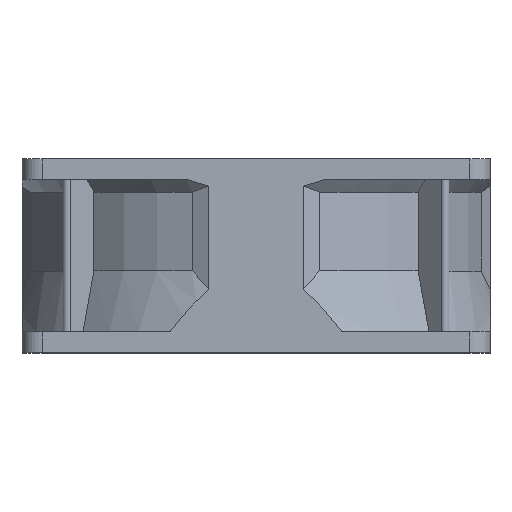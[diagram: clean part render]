
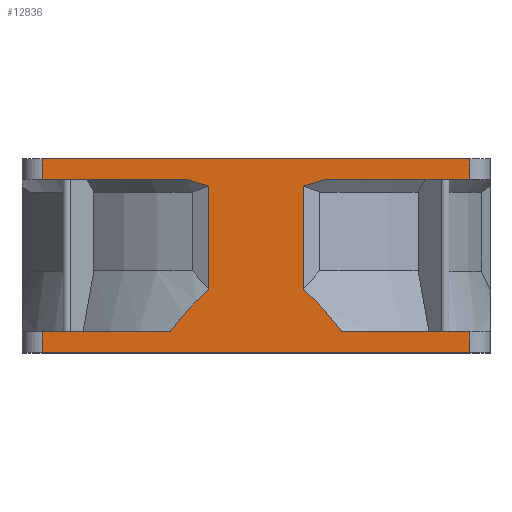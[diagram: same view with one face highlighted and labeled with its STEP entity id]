
A CAD part, top view. The second image highlights one B-rep face of the part: STEP entity #12836.
In plain terms, the highlighted planar face has unit normal (0, 0, 1).
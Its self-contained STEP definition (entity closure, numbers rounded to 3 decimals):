
#793=DIRECTION('',(1.,0.,0.));
#794=VECTOR('',#793,84.);
#795=CARTESIAN_POINT('',(-42.,0.,46.));
#796=LINE('',#795,#794);
#2140=DIRECTION('',(1.,0.,0.));
#2141=VECTOR('',#2140,28.289);
#2142=CARTESIAN_POINT('',(-42.,34.,46.));
#2143=LINE('',#2142,#2141);
#2162=DIRECTION('',(1.,0.,0.));
#2163=VECTOR('',#2162,28.289);
#2164=CARTESIAN_POINT('',(13.711,34.,46.));
#2165=LINE('',#2164,#2163);
#2301=CARTESIAN_POINT('',(9.25,32.651,46.));
#2463=CARTESIAN_POINT('',(-9.25,12.316,46.));
#2469=CARTESIAN_POINT('',(-9.25,12.316,46.));
#2470=CARTESIAN_POINT('',(-9.874,11.824,46.));
#2471=CARTESIAN_POINT('',(-11.129,10.739,46.));
#2472=CARTESIAN_POINT('',(-13.029,8.809,46.));
#2473=CARTESIAN_POINT('',(-14.945,6.578,46.));
#2474=CARTESIAN_POINT('',(-16.234,4.892,46.));
#2475=CARTESIAN_POINT('',(-16.882,4.,46.));
#2484=CARTESIAN_POINT('',(16.882,4.,46.));
#2485=CARTESIAN_POINT('',(16.234,4.892,46.));
#2486=CARTESIAN_POINT('',(14.945,6.578,46.));
#2487=CARTESIAN_POINT('',(13.029,8.809,46.));
#2488=CARTESIAN_POINT('',(11.129,10.739,46.));
#2489=CARTESIAN_POINT('',(9.874,11.824,46.));
#2490=CARTESIAN_POINT('',(9.25,12.316,46.));
#2496=CARTESIAN_POINT('',(9.25,12.316,46.));
#2675=DIRECTION('',(-1.,0.,0.));
#2676=VECTOR('',#2675,25.118);
#2677=CARTESIAN_POINT('',(-16.882,4.,46.));
#2678=LINE('',#2677,#2676);
#2725=DIRECTION('',(-1.,0.,0.));
#2726=VECTOR('',#2725,25.118);
#2727=CARTESIAN_POINT('',(42.,4.,46.));
#2728=LINE('',#2727,#2726);
#4738=DIRECTION('',(0.,-1.,0.));
#4739=VECTOR('',#4738,4.);
#4740=CARTESIAN_POINT('',(42.,38.,46.));
#4741=LINE('',#4740,#4739);
#4742=CARTESIAN_POINT('',(9.25,32.651,46.));
#4743=CARTESIAN_POINT('',(9.982,32.831,46.));
#4744=CARTESIAN_POINT('',(11.458,33.236,46.));
#4745=CARTESIAN_POINT('',(12.956,33.731,46.));
#4746=CARTESIAN_POINT('',(13.711,34.,46.));
#4748=DIRECTION('',(0.,-1.,0.));
#4749=VECTOR('',#4748,4.);
#4750=CARTESIAN_POINT('',(42.,4.,46.));
#4751=LINE('',#4750,#4749);
#4752=DIRECTION('',(0.,-1.,0.));
#4753=VECTOR('',#4752,4.);
#4754=CARTESIAN_POINT('',(-42.,4.,46.));
#4755=LINE('',#4754,#4753);
#4756=DIRECTION('',(0.,1.,0.));
#4757=VECTOR('',#4756,20.335);
#4758=CARTESIAN_POINT('',(-9.25,12.316,46.));
#4759=LINE('',#4758,#4757);
#4760=CARTESIAN_POINT('',(-13.711,34.,46.));
#4761=CARTESIAN_POINT('',(-12.957,33.731,46.));
#4762=CARTESIAN_POINT('',(-11.46,33.237,46.));
#4763=CARTESIAN_POINT('',(-9.983,32.832,46.));
#4764=CARTESIAN_POINT('',(-9.25,32.651,46.));
#4766=DIRECTION('',(0.,-1.,0.));
#4767=VECTOR('',#4766,4.);
#4768=CARTESIAN_POINT('',(-42.,38.,46.));
#4769=LINE('',#4768,#4767);
#4770=DIRECTION('',(1.,0.,0.));
#4771=VECTOR('',#4770,84.);
#4772=CARTESIAN_POINT('',(-42.,38.,46.));
#4773=LINE('',#4772,#4771);
#4774=DIRECTION('',(0.,1.,0.));
#4775=VECTOR('',#4774,20.335);
#4776=CARTESIAN_POINT('',(9.25,12.316,46.));
#4777=LINE('',#4776,#4775);
#4817=CARTESIAN_POINT('',(-9.25,32.651,46.));
#6127=VERTEX_POINT('',#4817);
#6128=VERTEX_POINT('',#2301);
#6129=VERTEX_POINT('',#2463);
#6130=VERTEX_POINT('',#2496);
#6131=VERTEX_POINT('',#4760);
#6132=VERTEX_POINT('',#4746);
#6133=VERTEX_POINT('',#2484);
#6134=VERTEX_POINT('',#2475);
#6168=CARTESIAN_POINT('',(42.,34.,46.));
#6170=VERTEX_POINT('',#6168);
#6171=CARTESIAN_POINT('',(42.,38.,46.));
#6172=VERTEX_POINT('',#6171);
#6175=CARTESIAN_POINT('',(-42.,34.,46.));
#6177=VERTEX_POINT('',#6175);
#6181=CARTESIAN_POINT('',(-42.,38.,46.));
#6182=VERTEX_POINT('',#6181);
#6215=CARTESIAN_POINT('',(-42.,0.,46.));
#6217=VERTEX_POINT('',#6215);
#6221=CARTESIAN_POINT('',(-42.,4.,46.));
#6222=VERTEX_POINT('',#6221);
#6224=CARTESIAN_POINT('',(42.,0.,46.));
#6226=VERTEX_POINT('',#6224);
#6227=CARTESIAN_POINT('',(42.,4.,46.));
#6228=VERTEX_POINT('',#6227);
#12808=CARTESIAN_POINT('',(-46.,0.,46.));
#12809=DIRECTION('',(0.,0.,1.));
#12810=DIRECTION('',(1.,0.,0.));
#12811=AXIS2_PLACEMENT_3D('',#12808,#12809,#12810);
#12812=PLANE('',#12811);
#12814=ORIENTED_EDGE('',*,*,#12813,.T.);
#12815=ORIENTED_EDGE('',*,*,#9074,.F.);
#12816=ORIENTED_EDGE('',*,*,#9201,.F.);
#12818=ORIENTED_EDGE('',*,*,#12817,.F.);
#12819=ORIENTED_EDGE('',*,*,#9356,.F.);
#12820=ORIENTED_EDGE('',*,*,#9500,.F.);
#12821=ORIENTED_EDGE('',*,*,#12801,.T.);
#12822=ORIENTED_EDGE('',*,*,#7563,.F.);
#12824=ORIENTED_EDGE('',*,*,#12823,.F.);
#12825=ORIENTED_EDGE('',*,*,#9468,.F.);
#12826=ORIENTED_EDGE('',*,*,#9340,.F.);
#12828=ORIENTED_EDGE('',*,*,#12827,.T.);
#12830=ORIENTED_EDGE('',*,*,#12829,.F.);
#12831=ORIENTED_EDGE('',*,*,#9048,.F.);
#12832=ORIENTED_EDGE('',*,*,#9601,.F.);
#12833=ORIENTED_EDGE('',*,*,#9635,.T.);
#12834=EDGE_LOOP('',(#12814,#12815,#12816,#12818,#12819,#12820,#12821,#12822,
#12824,#12825,#12826,#12828,#12830,#12831,#12832,#12833));
#12835=FACE_OUTER_BOUND('',#12834,.F.);
#2476=B_SPLINE_CURVE_WITH_KNOTS('',3,(#2469,#2470,#2471,#2472,#2473,#2474,
#2475),.UNSPECIFIED.,.F.,.F.,(4,1,1,1,4),(0.,0.25,0.5,0.75,1.),
.UNSPECIFIED.);
#2491=B_SPLINE_CURVE_WITH_KNOTS('',3,(#2484,#2485,#2486,#2487,#2488,#2489,
#2490),.UNSPECIFIED.,.F.,.F.,(4,1,1,1,4),(0.,0.25,0.5,0.75,1.),
.UNSPECIFIED.);
#4747=B_SPLINE_CURVE_WITH_KNOTS('',3,(#4742,#4743,#4744,#4745,#4746),
.UNSPECIFIED.,.F.,.F.,(4,1,4),(0.,0.5,1.),.UNSPECIFIED.);
#4765=B_SPLINE_CURVE_WITH_KNOTS('',3,(#4760,#4761,#4762,#4763,#4764),
.UNSPECIFIED.,.F.,.F.,(4,1,4),(0.,0.5,1.),.UNSPECIFIED.);
#7563=EDGE_CURVE('',#6217,#6226,#796,.T.);
#9048=EDGE_CURVE('',#6177,#6131,#2143,.T.);
#9074=EDGE_CURVE('',#6132,#6170,#2165,.T.);
#9201=EDGE_CURVE('',#6128,#6132,#4747,.T.);
#9340=EDGE_CURVE('',#6129,#6134,#2476,.T.);
#9356=EDGE_CURVE('',#6133,#6130,#2491,.T.);
#9468=EDGE_CURVE('',#6134,#6222,#2678,.T.);
#9500=EDGE_CURVE('',#6228,#6133,#2728,.T.);
#9601=EDGE_CURVE('',#6182,#6177,#4769,.T.);
#9635=EDGE_CURVE('',#6182,#6172,#4773,.T.);
#12801=EDGE_CURVE('',#6228,#6226,#4751,.T.);
#12813=EDGE_CURVE('',#6172,#6170,#4741,.T.);
#12817=EDGE_CURVE('',#6130,#6128,#4777,.T.);
#12823=EDGE_CURVE('',#6222,#6217,#4755,.T.);
#12827=EDGE_CURVE('',#6129,#6127,#4759,.T.);
#12829=EDGE_CURVE('',#6131,#6127,#4765,.T.);
#12836=ADVANCED_FACE('',(#12835),#12812,.T.);
